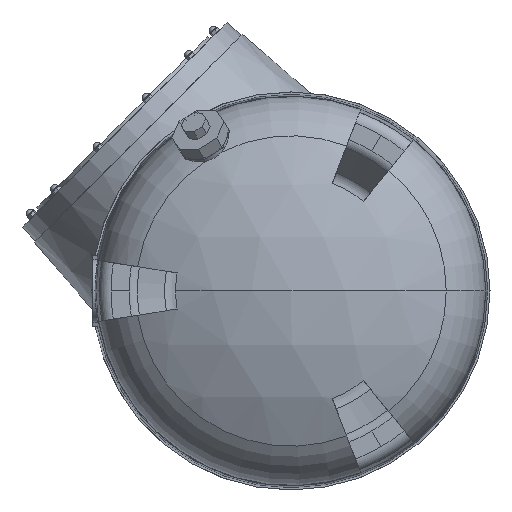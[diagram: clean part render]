
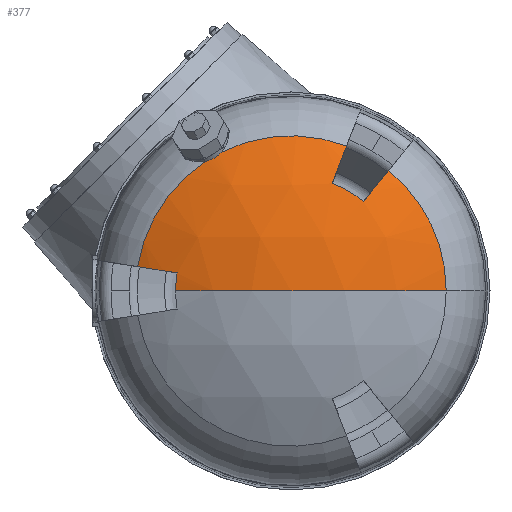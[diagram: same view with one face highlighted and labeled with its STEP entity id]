
A CAD part, front view. The second image highlights one B-rep face of the part: STEP entity #377.
In plain terms, the highlighted spherical face has radius 420 mm.
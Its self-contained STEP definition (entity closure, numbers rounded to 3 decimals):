
#114 = CARTESIAN_POINT ( 'NONE',  ( 7997.492, -129.94, 0. ) ) ;
#231 = EDGE_CURVE ( 'NONE', #9674, #17506, #6837, .T. ) ;
#377 = ADVANCED_FACE ( 'NONE', ( #4333 ), #7693, .T. ) ;
#516 = CARTESIAN_POINT ( 'NONE',  ( 7897.64, -78.948, 173.964 ) ) ;
#592 = CIRCLE ( 'NONE', #14628, 420. ) ;
#925 = EDGE_CURVE ( 'NONE', #17506, #3258, #5926, .T. ) ;
#1310 = CIRCLE ( 'NONE', #2658, 420. ) ;
#1416 = CIRCLE ( 'NONE', #6085, 202.781 ) ;
#1462 = DIRECTION ( 'NONE',  ( 0., 0., -1. ) ) ;
#2075 = AXIS2_PLACEMENT_3D ( 'NONE', #6150, #15915, #11051 ) ;
#2213 = CARTESIAN_POINT ( 'NONE',  ( 7997.492, -102.004, 0. ) ) ;
#2451 = CARTESIAN_POINT ( 'NONE',  ( 7886.03, -77.744, 169.401 ) ) ;
#2658 = AXIS2_PLACEMENT_3D ( 'NONE', #11842, #15106, #12041 ) ;
#2687 = CARTESIAN_POINT ( 'NONE',  ( 8200.273, -77.744, 0. ) ) ;
#2752 = VERTEX_POINT ( 'NONE', #18042 ) ;
#2824 = DIRECTION ( 'NONE',  ( 0., -1., 0. ) ) ;
#2895 = DIRECTION ( 'NONE',  ( -0.5, 0., -0.866 ) ) ;
#3258 = VERTEX_POINT ( 'NONE', #5529 ) ;
#3576 = ORIENTED_EDGE ( 'NONE', *, *, #12501, .T. ) ;
#3613 = CARTESIAN_POINT ( 'NONE',  ( 7848.728, -102.004, 23.562 ) ) ;
#3751 = ORIENTED_EDGE ( 'NONE', *, *, #7559, .T. ) ;
#3838 = CARTESIAN_POINT ( 'NONE',  ( 7901.405, -78.744, 176.501 ) ) ;
#3903 = DIRECTION ( 'NONE',  ( -0.358, 0., -0.934 ) ) ;
#3922 = CARTESIAN_POINT ( 'NONE',  ( 8070.162, -77.744, 189.313 ) ) ;
#3975 = CARTESIAN_POINT ( 'NONE',  ( 7905.181, -78.143, 179.748 ) ) ;
#4053 = CARTESIAN_POINT ( 'NONE',  ( 8125.106, -77.744, 157.591 ) ) ;
#4333 = FACE_OUTER_BOUND ( 'NONE', #8439, .T. ) ;
#4338 = CARTESIAN_POINT ( 'NONE',  ( 7887.979, -78.12, 169.858 ) ) ;
#4622 = B_SPLINE_CURVE_WITH_KNOTS ( 'NONE', 3,
 ( #18672, #3975, #7305, #3838, #8819, #7364, #18952, #10406, #516, #18734, #5503, #17093, #7173, #4338, #19018, #2451 ),
 .UNSPECIFIED., .F., .F.,
 ( 4, 2, 2, 2, 2, 2, 2, 4 ),
 ( 0., 0.006, 0.009, 0.011, 0.012, 0.018, 0.021, 0.024 ),
 .UNSPECIFIED. ) ;
#5503 = CARTESIAN_POINT ( 'NONE',  ( 7893.639, -78.846, 171.834 ) ) ;
#5529 = CARTESIAN_POINT ( 'NONE',  ( 7846.874, -102.004, 0. ) ) ;
#5837 = AXIS2_PLACEMENT_3D ( 'NONE', #2213, #15020, #8441 ) ;
#5926 = CIRCLE ( 'NONE', #5837, 150.618 ) ;
#6085 = AXIS2_PLACEMENT_3D ( 'NONE', #15118, #13679, #15057 ) ;
#6150 = CARTESIAN_POINT ( 'NONE',  ( 7997.492, -77.744, 0. ) ) ;
#6164 = CARTESIAN_POINT ( 'NONE',  ( 7997.492, 290.06, 0. ) ) ;
#6457 = DIRECTION ( 'NONE',  ( -1., 0., 0. ) ) ;
#6571 = EDGE_CURVE ( 'NONE', #20354, #9674, #17660, .T. ) ;
#6671 = DIRECTION ( 'NONE',  ( -1., 0., 0. ) ) ;
#6837 = CIRCLE ( 'NONE', #15330, 420. ) ;
#7171 = DIRECTION ( 'NONE',  ( 0.934, 0., -0.358 ) ) ;
#7173 = CARTESIAN_POINT ( 'NONE',  ( 7889.898, -78.421, 170.431 ) ) ;
#7227 = VERTEX_POINT ( 'NONE', #114 ) ;
#7305 = CARTESIAN_POINT ( 'NONE',  ( 7903.735, -78.442, 178.382 ) ) ;
#7364 = CARTESIAN_POINT ( 'NONE',  ( 7899.357, -78.896, 175.046 ) ) ;
#7479 = CARTESIAN_POINT ( 'NONE',  ( 7906.517, -77.744, 181.229 ) ) ;
#7559 = EDGE_CURVE ( 'NONE', #2752, #8748, #13688, .T. ) ;
#7693 = SPHERICAL_SURFACE ( 'NONE', #20099, 420. ) ;
#7818 = EDGE_CURVE ( 'NONE', #18605, #8748, #18054, .T. ) ;
#8005 = CARTESIAN_POINT ( 'NONE',  ( 7797.207, -77.744, 31.722 ) ) ;
#8439 = EDGE_LOOP ( 'NONE', ( #14346, #3576, #19147, #3751, #18721, #14165, #12796, #13445, #20607, #14164, #16134 ) ) ;
#8441 = DIRECTION ( 'NONE',  ( 1., 0., 0. ) ) ;
#8741 = CARTESIAN_POINT ( 'NONE',  ( 7997.492, 290.06, 0. ) ) ;
#8748 = VERTEX_POINT ( 'NONE', #13611 ) ;
#8819 = CARTESIAN_POINT ( 'NONE',  ( 7900.602, -78.82, 175.902 ) ) ;
#9160 = VERTEX_POINT ( 'NONE', #2687 ) ;
#9674 = VERTEX_POINT ( 'NONE', #8005 ) ;
#9840 = EDGE_CURVE ( 'NONE', #15441, #2752, #1310, .T. ) ;
#10406 = CARTESIAN_POINT ( 'NONE',  ( 7898.076, -78.941, 174.227 ) ) ;
#11051 = DIRECTION ( 'NONE',  ( 1., 0., 0. ) ) ;
#11344 = CARTESIAN_POINT ( 'NONE',  ( 7997.492, 290.06, 0. ) ) ;
#11842 = CARTESIAN_POINT ( 'NONE',  ( 7997.492, 290.06, 0. ) ) ;
#12041 = DIRECTION ( 'NONE',  ( -0.629, 0., -0.777 ) ) ;
#12368 = EDGE_CURVE ( 'NONE', #18605, #18072, #21152, .T. ) ;
#12373 = AXIS2_PLACEMENT_3D ( 'NONE', #6164, #17888, #15929 ) ;
#12452 = AXIS2_PLACEMENT_3D ( 'NONE', #20976, #19552, #2895 ) ;
#12501 = EDGE_CURVE ( 'NONE', #9160, #15441, #1416, .T. ) ;
#12788 = CARTESIAN_POINT ( 'NONE',  ( 7997.492, -77.744, 0. ) ) ;
#12796 = ORIENTED_EDGE ( 'NONE', *, *, #21195, .T. ) ;
#13232 = CARTESIAN_POINT ( 'NONE',  ( 7997.492, 290.06, 0. ) ) ;
#13445 = ORIENTED_EDGE ( 'NONE', *, *, #6571, .T. ) ;
#13611 = CARTESIAN_POINT ( 'NONE',  ( 8051.468, -102.004, 140.614 ) ) ;
#13679 = DIRECTION ( 'NONE',  ( 0., -1., 0. ) ) ;
#13688 = CIRCLE ( 'NONE', #12452, 150.618 ) ;
#14165 = ORIENTED_EDGE ( 'NONE', *, *, #12368, .T. ) ;
#14164 = ORIENTED_EDGE ( 'NONE', *, *, #925, .T. ) ;
#14346 = ORIENTED_EDGE ( 'NONE', *, *, #19014, .F. ) ;
#14496 = CARTESIAN_POINT ( 'NONE',  ( 7886.03, -77.744, 169.401 ) ) ;
#14628 = AXIS2_PLACEMENT_3D ( 'NONE', #11344, #1462, #6457 ) ;
#14676 = AXIS2_PLACEMENT_3D ( 'NONE', #12788, #2824, #21101 ) ;
#14821 = DIRECTION ( 'NONE',  ( 0.156, 0., 0.988 ) ) ;
#14899 = DIRECTION ( 'NONE',  ( 0., 0., -1. ) ) ;
#15020 = DIRECTION ( 'NONE',  ( 0., -1., 0. ) ) ;
#15057 = DIRECTION ( 'NONE',  ( 1., 0., 0. ) ) ;
#15106 = DIRECTION ( 'NONE',  ( 0.777, 0., -0.629 ) ) ;
#15118 = CARTESIAN_POINT ( 'NONE',  ( 7997.492, -77.744, 0. ) ) ;
#15330 = AXIS2_PLACEMENT_3D ( 'NONE', #21470, #14821, #16517 ) ;
#15441 = VERTEX_POINT ( 'NONE', #4053 ) ;
#15915 = DIRECTION ( 'NONE',  ( 0., -1., 0. ) ) ;
#15929 = DIRECTION ( 'NONE',  ( 1., 0., 0. ) ) ;
#16134 = ORIENTED_EDGE ( 'NONE', *, *, #20865, .T. ) ;
#16517 = DIRECTION ( 'NONE',  ( 0.988, 0., -0.156 ) ) ;
#17093 = CARTESIAN_POINT ( 'NONE',  ( 7890.844, -78.546, 170.755 ) ) ;
#17506 = VERTEX_POINT ( 'NONE', #3613 ) ;
#17660 = CIRCLE ( 'NONE', #2075, 202.781 ) ;
#17811 = CIRCLE ( 'NONE', #12373, 420. ) ;
#17888 = DIRECTION ( 'NONE',  ( 0., 0., 1. ) ) ;
#18042 = CARTESIAN_POINT ( 'NONE',  ( 8092.279, -102.004, 117.052 ) ) ;
#18054 = CIRCLE ( 'NONE', #18456, 420. ) ;
#18072 = VERTEX_POINT ( 'NONE', #7479 ) ;
#18456 = AXIS2_PLACEMENT_3D ( 'NONE', #8741, #7171, #3903 ) ;
#18605 = VERTEX_POINT ( 'NONE', #3922 ) ;
#18672 = CARTESIAN_POINT ( 'NONE',  ( 7906.517, -77.744, 181.229 ) ) ;
#18721 = ORIENTED_EDGE ( 'NONE', *, *, #7818, .F. ) ;
#18734 = CARTESIAN_POINT ( 'NONE',  ( 7895.449, -78.948, 172.698 ) ) ;
#18952 = CARTESIAN_POINT ( 'NONE',  ( 7898.935, -78.916, 174.768 ) ) ;
#19014 = EDGE_CURVE ( 'NONE', #9160, #7227, #592, .T. ) ;
#19018 = CARTESIAN_POINT ( 'NONE',  ( 7887.006, -77.944, 169.609 ) ) ;
#19147 = ORIENTED_EDGE ( 'NONE', *, *, #9840, .T. ) ;
#19552 = DIRECTION ( 'NONE',  ( 0., -1., 0. ) ) ;
#20099 = AXIS2_PLACEMENT_3D ( 'NONE', #13232, #14899, #6671 ) ;
#20354 = VERTEX_POINT ( 'NONE', #14496 ) ;
#20607 = ORIENTED_EDGE ( 'NONE', *, *, #231, .T. ) ;
#20865 = EDGE_CURVE ( 'NONE', #3258, #7227, #17811, .T. ) ;
#20976 = CARTESIAN_POINT ( 'NONE',  ( 7997.492, -102.004, 0. ) ) ;
#21101 = DIRECTION ( 'NONE',  ( 1., 0., 0. ) ) ;
#21152 = CIRCLE ( 'NONE', #14676, 202.781 ) ;
#21195 = EDGE_CURVE ( 'NONE', #18072, #20354, #4622, .T. ) ;
#21470 = CARTESIAN_POINT ( 'NONE',  ( 7997.492, 290.06, 0. ) ) ;
